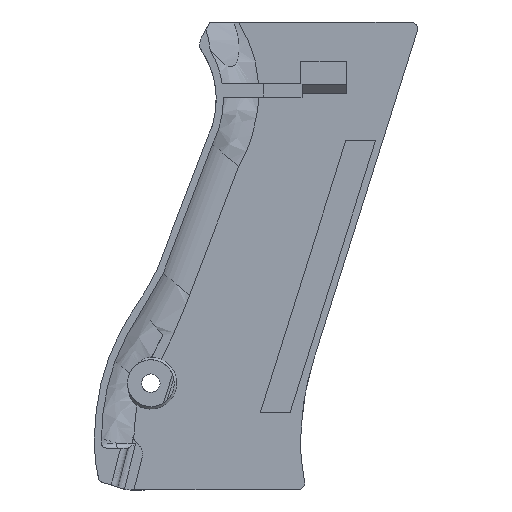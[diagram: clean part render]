
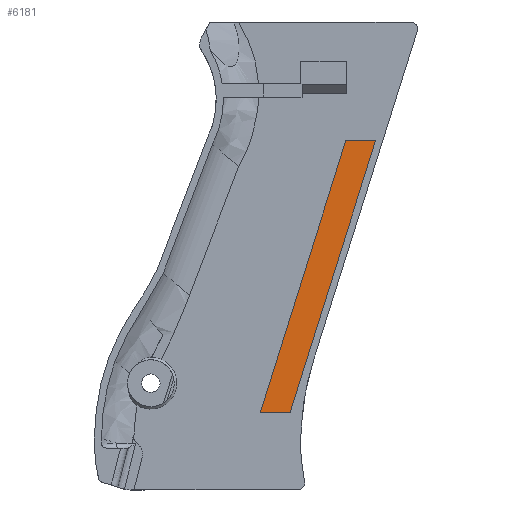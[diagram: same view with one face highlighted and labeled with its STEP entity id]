
A CAD part, left-side view. The second image highlights one B-rep face of the part: STEP entity #6181.
In plain terms, the highlighted planar face has unit normal (-1, 0, 0).
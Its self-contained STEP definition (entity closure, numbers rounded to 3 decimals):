
#143=PLANE('',#6574);
#508=LINE('',#10357,#998);
#512=LINE('',#10366,#1002);
#514=LINE('',#10370,#1004);
#516=LINE('',#10373,#1006);
#998=VECTOR('',#7352,1000.);
#1002=VECTOR('',#7358,1000.);
#1004=VECTOR('',#7362,1000.);
#1006=VECTOR('',#7366,1000.);
#1943=ORIENTED_EDGE('',*,*,#3727,.T.);
#1944=ORIENTED_EDGE('',*,*,#3735,.T.);
#1945=ORIENTED_EDGE('',*,*,#3731,.T.);
#1946=ORIENTED_EDGE('',*,*,#3733,.T.);
#3727=EDGE_CURVE('',#4622,#4621,#508,.T.);
#3731=EDGE_CURVE('',#4626,#4625,#512,.T.);
#3733=EDGE_CURVE('',#4625,#4622,#514,.T.);
#3735=EDGE_CURVE('',#4621,#4626,#516,.T.);
#4621=VERTEX_POINT('',#10356);
#4622=VERTEX_POINT('',#10358);
#4625=VERTEX_POINT('',#10365);
#4626=VERTEX_POINT('',#10367);
#5409=EDGE_LOOP('',(#1943,#1944,#1945,#1946));
#5777=FACE_BOUND('',#5409,.T.);
#6181=ADVANCED_FACE('',(#5777),#143,.F.);
#6574=AXIS2_PLACEMENT_3D('',#10372,#7364,#7365);
#7352=DIRECTION('',(0.,-1.,0.));
#7358=DIRECTION('',(0.,1.,0.));
#7362=DIRECTION('',(0.,0.301,-0.954));
#7364=DIRECTION('',(1.,0.,0.));
#7365=DIRECTION('',(0.,-1.,0.));
#7366=DIRECTION('',(0.,-0.301,0.954));
#10356=CARTESIAN_POINT('',(10.704,160.313,15.962));
#10357=CARTESIAN_POINT('',(10.704,166.989,15.962));
#10358=CARTESIAN_POINT('',(10.704,166.358,15.962));
#10365=CARTESIAN_POINT('',(10.704,149.002,71.006));
#10366=CARTESIAN_POINT('',(10.704,145.818,71.006));
#10367=CARTESIAN_POINT('',(10.704,142.957,71.006));
#10370=CARTESIAN_POINT('',(10.704,149.318,70.006));
#10372=CARTESIAN_POINT('',(10.704,-12.077,41.01));
#10373=CARTESIAN_POINT('',(10.704,137.451,88.471));
